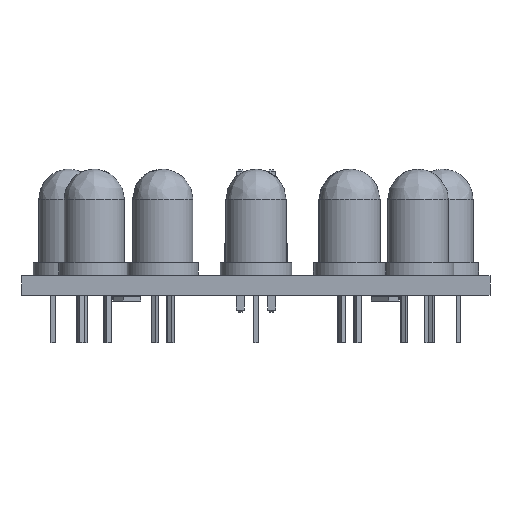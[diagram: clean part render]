
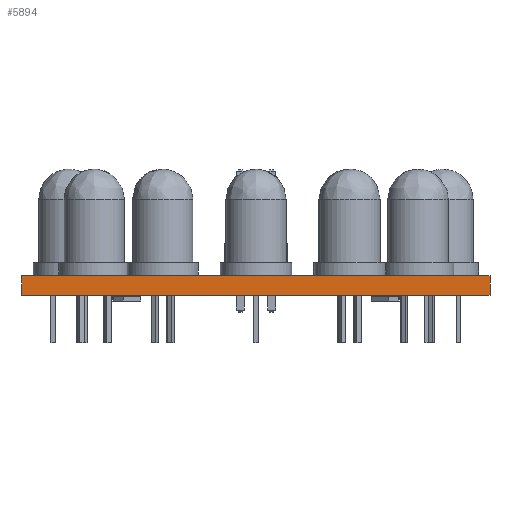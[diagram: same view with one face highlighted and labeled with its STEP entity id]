
A CAD part, front view. The second image highlights one B-rep face of the part: STEP entity #5894.
In plain terms, the highlighted planar face has unit normal (0, -1, 0).
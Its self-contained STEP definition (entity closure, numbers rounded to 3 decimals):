
#5778 = EDGE_CURVE('',#5779,#5781,#5783,.T.);
#5779 = VERTEX_POINT('',#5780);
#5780 = CARTESIAN_POINT('',(-19.,-19.,0.));
#5781 = VERTEX_POINT('',#5782);
#5782 = CARTESIAN_POINT('',(-19.,-19.,1.6));
#5783 = SURFACE_CURVE('',#5784,(#5788,#5800),.PCURVE_S1.);
#5784 = LINE('',#5785,#5786);
#5785 = CARTESIAN_POINT('',(-19.,-19.,0.));
#5786 = VECTOR('',#5787,1.);
#5787 = DIRECTION('',(0.,0.,1.));
#5788 = PCURVE('',#5789,#5794);
#5789 = PLANE('',#5790);
#5790 = AXIS2_PLACEMENT_3D('',#5791,#5792,#5793);
#5791 = CARTESIAN_POINT('',(-19.,-19.,0.));
#5792 = DIRECTION('',(-1.,0.,0.));
#5793 = DIRECTION('',(0.,1.,0.));
#5794 = DEFINITIONAL_REPRESENTATION('',(#5795),#5799);
#5795 = LINE('',#5796,#5797);
#5796 = CARTESIAN_POINT('',(0.,0.));
#5797 = VECTOR('',#5798,1.);
#5798 = DIRECTION('',(0.,-1.));
#5799 = ( GEOMETRIC_REPRESENTATION_CONTEXT(2) 
PARAMETRIC_REPRESENTATION_CONTEXT() REPRESENTATION_CONTEXT('2D SPACE',''
  ) );
#5800 = PCURVE('',#5801,#5806);
#5801 = PLANE('',#5802);
#5802 = AXIS2_PLACEMENT_3D('',#5803,#5804,#5805);
#5803 = CARTESIAN_POINT('',(19.,-19.,0.));
#5804 = DIRECTION('',(0.,-1.,0.));
#5805 = DIRECTION('',(-1.,0.,0.));
#5806 = DEFINITIONAL_REPRESENTATION('',(#5807),#5811);
#5807 = LINE('',#5808,#5809);
#5808 = CARTESIAN_POINT('',(38.,0.));
#5809 = VECTOR('',#5810,1.);
#5810 = DIRECTION('',(0.,-1.));
#5811 = ( GEOMETRIC_REPRESENTATION_CONTEXT(2) 
PARAMETRIC_REPRESENTATION_CONTEXT() REPRESENTATION_CONTEXT('2D SPACE',''
  ) );
#5829 = PLANE('',#5830);
#5830 = AXIS2_PLACEMENT_3D('',#5831,#5832,#5833);
#5831 = CARTESIAN_POINT('',(0.002,0.858,1.6));
#5832 = DIRECTION('',(-0.,-0.,-1.));
#5833 = DIRECTION('',(-1.,0.,0.));
#5883 = PLANE('',#5884);
#5884 = AXIS2_PLACEMENT_3D('',#5885,#5886,#5887);
#5885 = CARTESIAN_POINT('',(0.002,0.858,0.));
#5886 = DIRECTION('',(-0.,-0.,-1.));
#5887 = DIRECTION('',(-1.,0.,0.));
#5894 = ADVANCED_FACE('',(#5895),#5801,.T.);
#5895 = FACE_BOUND('',#5896,.T.);
#5896 = EDGE_LOOP('',(#5897,#5927,#5948,#5949));
#5897 = ORIENTED_EDGE('',*,*,#5898,.T.);
#5898 = EDGE_CURVE('',#5899,#5901,#5903,.T.);
#5899 = VERTEX_POINT('',#5900);
#5900 = CARTESIAN_POINT('',(19.,-19.,0.));
#5901 = VERTEX_POINT('',#5902);
#5902 = CARTESIAN_POINT('',(19.,-19.,1.6));
#5903 = SURFACE_CURVE('',#5904,(#5908,#5915),.PCURVE_S1.);
#5904 = LINE('',#5905,#5906);
#5905 = CARTESIAN_POINT('',(19.,-19.,0.));
#5906 = VECTOR('',#5907,1.);
#5907 = DIRECTION('',(0.,0.,1.));
#5908 = PCURVE('',#5801,#5909);
#5909 = DEFINITIONAL_REPRESENTATION('',(#5910),#5914);
#5910 = LINE('',#5911,#5912);
#5911 = CARTESIAN_POINT('',(0.,-0.));
#5912 = VECTOR('',#5913,1.);
#5913 = DIRECTION('',(0.,-1.));
#5914 = ( GEOMETRIC_REPRESENTATION_CONTEXT(2) 
PARAMETRIC_REPRESENTATION_CONTEXT() REPRESENTATION_CONTEXT('2D SPACE',''
  ) );
#5915 = PCURVE('',#5916,#5921);
#5916 = PLANE('',#5917);
#5917 = AXIS2_PLACEMENT_3D('',#5918,#5919,#5920);
#5918 = CARTESIAN_POINT('',(19.,19.,0.));
#5919 = DIRECTION('',(1.,0.,-0.));
#5920 = DIRECTION('',(0.,-1.,0.));
#5921 = DEFINITIONAL_REPRESENTATION('',(#5922),#5926);
#5922 = LINE('',#5923,#5924);
#5923 = CARTESIAN_POINT('',(38.,0.));
#5924 = VECTOR('',#5925,1.);
#5925 = DIRECTION('',(0.,-1.));
#5926 = ( GEOMETRIC_REPRESENTATION_CONTEXT(2) 
PARAMETRIC_REPRESENTATION_CONTEXT() REPRESENTATION_CONTEXT('2D SPACE',''
  ) );
#5927 = ORIENTED_EDGE('',*,*,#5928,.T.);
#5928 = EDGE_CURVE('',#5901,#5781,#5929,.T.);
#5929 = SURFACE_CURVE('',#5930,(#5934,#5941),.PCURVE_S1.);
#5930 = LINE('',#5931,#5932);
#5931 = CARTESIAN_POINT('',(19.,-19.,1.6));
#5932 = VECTOR('',#5933,1.);
#5933 = DIRECTION('',(-1.,0.,0.));
#5934 = PCURVE('',#5801,#5935);
#5935 = DEFINITIONAL_REPRESENTATION('',(#5936),#5940);
#5936 = LINE('',#5937,#5938);
#5937 = CARTESIAN_POINT('',(0.,-1.6));
#5938 = VECTOR('',#5939,1.);
#5939 = DIRECTION('',(1.,0.));
#5940 = ( GEOMETRIC_REPRESENTATION_CONTEXT(2) 
PARAMETRIC_REPRESENTATION_CONTEXT() REPRESENTATION_CONTEXT('2D SPACE',''
  ) );
#5941 = PCURVE('',#5829,#5942);
#5942 = DEFINITIONAL_REPRESENTATION('',(#5943),#5947);
#5943 = LINE('',#5944,#5945);
#5944 = CARTESIAN_POINT('',(-18.998,-19.858));
#5945 = VECTOR('',#5946,1.);
#5946 = DIRECTION('',(1.,0.));
#5947 = ( GEOMETRIC_REPRESENTATION_CONTEXT(2) 
PARAMETRIC_REPRESENTATION_CONTEXT() REPRESENTATION_CONTEXT('2D SPACE',''
  ) );
#5948 = ORIENTED_EDGE('',*,*,#5778,.F.);
#5949 = ORIENTED_EDGE('',*,*,#5950,.F.);
#5950 = EDGE_CURVE('',#5899,#5779,#5951,.T.);
#5951 = SURFACE_CURVE('',#5952,(#5956,#5963),.PCURVE_S1.);
#5952 = LINE('',#5953,#5954);
#5953 = CARTESIAN_POINT('',(19.,-19.,0.));
#5954 = VECTOR('',#5955,1.);
#5955 = DIRECTION('',(-1.,0.,0.));
#5956 = PCURVE('',#5801,#5957);
#5957 = DEFINITIONAL_REPRESENTATION('',(#5958),#5962);
#5958 = LINE('',#5959,#5960);
#5959 = CARTESIAN_POINT('',(0.,-0.));
#5960 = VECTOR('',#5961,1.);
#5961 = DIRECTION('',(1.,0.));
#5962 = ( GEOMETRIC_REPRESENTATION_CONTEXT(2) 
PARAMETRIC_REPRESENTATION_CONTEXT() REPRESENTATION_CONTEXT('2D SPACE',''
  ) );
#5963 = PCURVE('',#5883,#5964);
#5964 = DEFINITIONAL_REPRESENTATION('',(#5965),#5969);
#5965 = LINE('',#5966,#5967);
#5966 = CARTESIAN_POINT('',(-18.998,-19.858));
#5967 = VECTOR('',#5968,1.);
#5968 = DIRECTION('',(1.,0.));
#5969 = ( GEOMETRIC_REPRESENTATION_CONTEXT(2) 
PARAMETRIC_REPRESENTATION_CONTEXT() REPRESENTATION_CONTEXT('2D SPACE',''
  ) );
